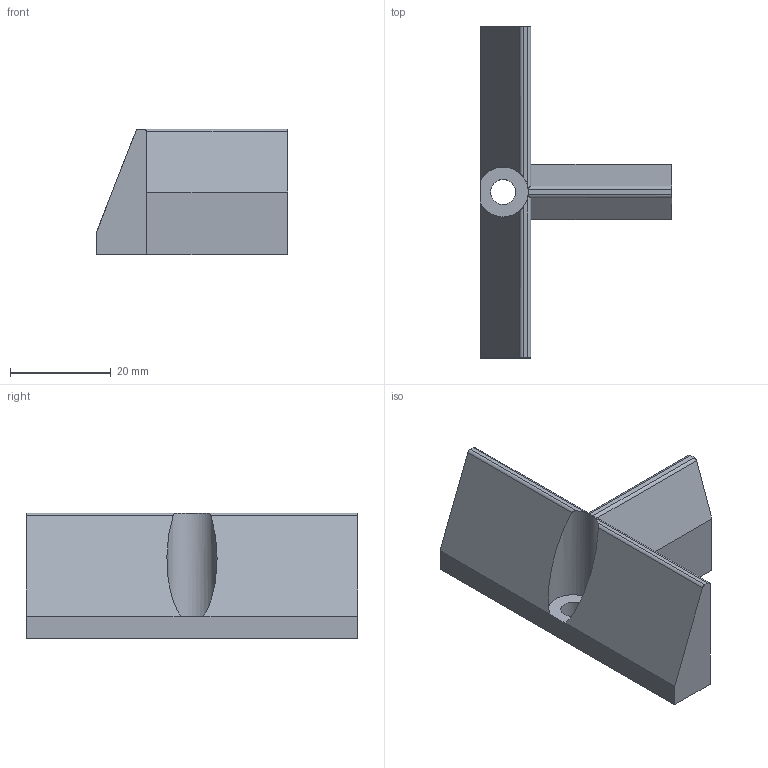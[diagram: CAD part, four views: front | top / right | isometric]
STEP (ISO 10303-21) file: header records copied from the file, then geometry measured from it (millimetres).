
FILE_DESCRIPTION(('FreeCAD Model'),'2;1');
FILE_NAME('Open CASCADE Shape Model','2025-10-27T08:37:19',(''),(''), 'Open CASCADE STEP processor 7.7','FreeCAD','Unknown');
FILE_SCHEMA(('AUTOMOTIVE_DESIGN { 1 0 10303 214 1 1 1 1 }'));
Length unit declared in the file: millimetre
Products named in the file (1): Tee
Bounding box: 38 x 66 x 25 mm (x, y, z)
Volume: 15568.7 mm3; surface area: 7299.4 mm2
Topology: 1 solids, 1 shells, 44 faces, 97 edges, 64 vertices
Faces by surface type: plane 27, cylinder 17
Full cylindrical faces by diameter (mm): 3.5 x9, 5 x1
Entity records: 2808 total; most frequent: CARTESIAN_POINT 786, DIRECTION 383, LINE 197, VECTOR 197, ORIENTED_EDGE 194, PCURVE 194, DEFINITIONAL_REPRESENTATION 194, EDGE_CURVE 97
